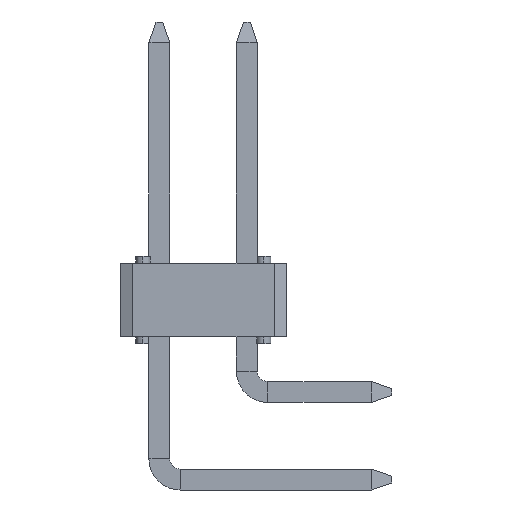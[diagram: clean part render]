
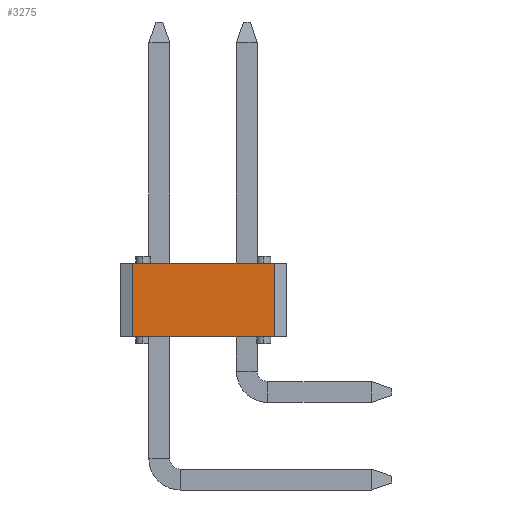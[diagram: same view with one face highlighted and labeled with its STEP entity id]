
A CAD part, left-side view. The second image highlights one B-rep face of the part: STEP entity #3275.
In plain terms, the highlighted planar face has unit normal (-1, 0, 0).
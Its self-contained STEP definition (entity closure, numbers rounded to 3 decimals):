
#1=DIRECTION('',(0.,1.,0.));
#2=VECTOR('',#1,4.116);
#3=CARTESIAN_POINT('',(-0.534,-0.157,
-1.32));
#4=LINE('3923',#3,#2);
#333=DIRECTION('',(0.,0.,1.));
#334=VECTOR('',#333,2.13);
#335=CARTESIAN_POINT('',(-0.534,3.96,
-1.32));
#336=LINE('3927',#335,#334);
#425=DIRECTION('',(0.,0.,1.));
#426=VECTOR('',#425,2.13);
#427=CARTESIAN_POINT('',(-0.534,-0.157,
-1.32));
#428=LINE('3928',#427,#426);
#429=DIRECTION('',(0.,1.,0.));
#430=VECTOR('',#429,4.116);
#431=CARTESIAN_POINT('',(-0.534,-0.157,
0.81));
#432=LINE('3925',#431,#430);
#2529=CARTESIAN_POINT('',(-0.534,-0.157,
-1.32));
#2530=CARTESIAN_POINT('',(-0.534,3.96,
-1.32));
#2531=VERTEX_POINT('',#2529);
#2532=VERTEX_POINT('',#2530);
#2537=CARTESIAN_POINT('',(-0.534,-0.157,
0.81));
#2538=CARTESIAN_POINT('',(-0.534,3.96,
0.81));
#2539=VERTEX_POINT('',#2537);
#2540=VERTEX_POINT('',#2538);
#3261=CARTESIAN_POINT('',(-0.534,-0.698,
0.81));
#3262=DIRECTION('',(1.,0.,0.));
#3263=DIRECTION('',(0.,1.,0.));
#3264=AXIS2_PLACEMENT_3D('',#3261,#3262,#3263);
#3265=PLANE('3619',#3264);
#3266=ORIENTED_EDGE('3923',*,*,#3070,.T.);
#3268=ORIENTED_EDGE('3927',*,*,#3267,.T.);
#3270=ORIENTED_EDGE('3925',*,*,#3269,.F.);
#3272=ORIENTED_EDGE('3928',*,*,#3271,.F.);
#3273=EDGE_LOOP('3619',(#3266,#3268,#3270,#3272));
#3274=FACE_OUTER_BOUND('3619',#3273,.F.);
#3275=ADVANCED_FACE('3619',(#3274),#3265,.F.);
#3070=EDGE_CURVE('3923',#2531,#2532,#4,.T.);
#3267=EDGE_CURVE('3927',#2532,#2540,#336,.T.);
#3269=EDGE_CURVE('3925',#2539,#2540,#432,.T.);
#3271=EDGE_CURVE('3928',#2531,#2539,#428,.T.);
